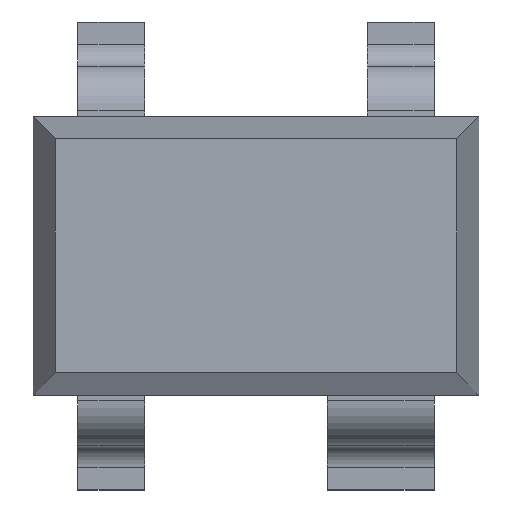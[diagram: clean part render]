
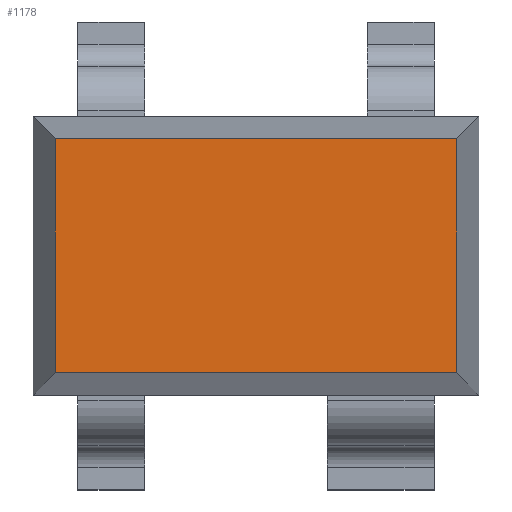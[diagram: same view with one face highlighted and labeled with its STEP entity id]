
A CAD part, top view. The second image highlights one B-rep face of the part: STEP entity #1178.
In plain terms, the highlighted planar face has unit normal (0, 0, 1).
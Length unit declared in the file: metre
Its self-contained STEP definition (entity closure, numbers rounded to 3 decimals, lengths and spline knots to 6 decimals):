
#364=ORIENTED_EDGE('',*,*,#548,.T.);
#365=ORIENTED_EDGE('',*,*,#549,.T.);
#366=ORIENTED_EDGE('',*,*,#550,.T.);
#367=ORIENTED_EDGE('',*,*,#551,.T.);
#548=EDGE_CURVE('',#664,#665,#788,.T.);
#549=EDGE_CURVE('',#665,#666,#789,.T.);
#550=EDGE_CURVE('',#666,#667,#790,.T.);
#551=EDGE_CURVE('',#667,#664,#791,.T.);
#664=VERTEX_POINT('',#1989);
#665=VERTEX_POINT('',#1990);
#666=VERTEX_POINT('',#1992);
#667=VERTEX_POINT('',#1994);
#788=LINE('',#1988,#920);
#789=LINE('',#1991,#921);
#790=LINE('',#1993,#922);
#791=LINE('',#1995,#923);
#920=VECTOR('',#1648,1.);
#921=VECTOR('',#1649,1.);
#922=VECTOR('',#1650,1.);
#923=VECTOR('',#1651,1.);
#996=EDGE_LOOP('',(#364,#365,#366,#367));
#1062=FACE_BOUND('',#996,.T.);
#1112=PLANE('',#1338);
#1178=ADVANCED_FACE('',(#1062),#1112,.T.);
#1338=AXIS2_PLACEMENT_3D('',#1987,#1646,#1647);
#1646=DIRECTION('',(0.,0.,1.));
#1647=DIRECTION('',(1.,0.,0.));
#1648=DIRECTION('',(0.,1.,0.));
#1649=DIRECTION('',(-1.,0.,0.));
#1650=DIRECTION('',(0.,-1.,0.));
#1651=DIRECTION('',(1.,0.,0.));
#1987=CARTESIAN_POINT('',(0.,0.,0.0011));
#1988=CARTESIAN_POINT('',(0.0009,0.,0.0011));
#1989=CARTESIAN_POINT('',(0.0009,-0.000525,0.0011));
#1990=CARTESIAN_POINT('',(0.0009,0.000525,0.0011));
#1991=CARTESIAN_POINT('',(0.,0.000525,0.0011));
#1992=CARTESIAN_POINT('',(-0.0009,0.000525,0.0011));
#1993=CARTESIAN_POINT('',(-0.0009,-0.000625,0.0011));
#1994=CARTESIAN_POINT('',(-0.0009,-0.000525,0.0011));
#1995=CARTESIAN_POINT('',(0.001,-0.000525,0.0011));
